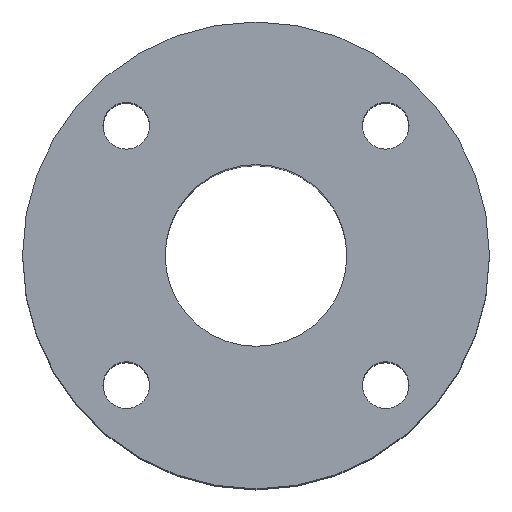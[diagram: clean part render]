
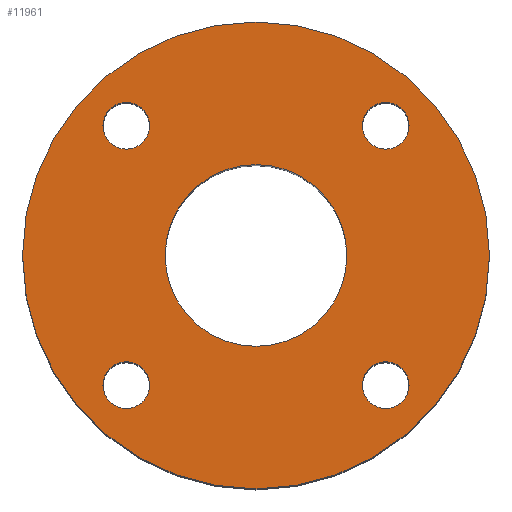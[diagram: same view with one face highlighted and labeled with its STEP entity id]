
A CAD part, top view. The second image highlights one B-rep face of the part: STEP entity #11961.
In plain terms, the highlighted planar face has unit normal (0, 0, 1).
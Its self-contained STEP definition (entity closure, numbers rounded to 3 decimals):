
#154 = CARTESIAN_POINT ( 'NONE',  ( 38.891, 38.891, 0. ) ) ;
#422 = AXIS2_PLACEMENT_3D ( 'NONE', #11287, #8866, #18084 ) ;
#426 = DIRECTION ( 'NONE',  ( 1., 0., 0. ) ) ;
#578 = DIRECTION ( 'NONE',  ( 0., -1., 0. ) ) ;
#1014 = CARTESIAN_POINT ( 'NONE',  ( -31.891, -38.891, 0. ) ) ;
#1373 = CIRCLE ( 'NONE', #422, 7. ) ;
#1747 = DIRECTION ( 'NONE',  ( 0., 0., 1. ) ) ;
#1798 = CIRCLE ( 'NONE', #24997, 7. ) ;
#1925 = ORIENTED_EDGE ( 'NONE', *, *, #10519, .F. ) ;
#2260 = CARTESIAN_POINT ( 'NONE',  ( -70., 0., 0. ) ) ;
#2376 = CIRCLE ( 'NONE', #4293, 7. ) ;
#2425 = CARTESIAN_POINT ( 'NONE',  ( -27.25, 0., 0. ) ) ;
#3396 = AXIS2_PLACEMENT_3D ( 'NONE', #154, #11788, #20993 ) ;
#3638 = DIRECTION ( 'NONE',  ( 0., 0., 1. ) ) ;
#3949 = DIRECTION ( 'NONE',  ( 0., 1., 0. ) ) ;
#4293 = AXIS2_PLACEMENT_3D ( 'NONE', #12313, #11878, #26089 ) ;
#4311 = AXIS2_PLACEMENT_3D ( 'NONE', #28908, #3638, #3949 ) ;
#4562 = DIRECTION ( 'NONE',  ( 1., 0., 0. ) ) ;
#4611 = EDGE_LOOP ( 'NONE', ( #12279, #14603 ) ) ;
#5116 = CARTESIAN_POINT ( 'NONE',  ( -45.891, 38.891, 0. ) ) ;
#5394 = DIRECTION ( 'NONE',  ( 0., 0., 1. ) ) ;
#5505 = AXIS2_PLACEMENT_3D ( 'NONE', #27914, #23083, #25356 ) ;
#5514 = VERTEX_POINT ( 'NONE', #10029 ) ;
#5613 = VERTEX_POINT ( 'NONE', #2425 ) ;
#5802 = DIRECTION ( 'NONE',  ( 0., 0., 1. ) ) ;
#6690 = AXIS2_PLACEMENT_3D ( 'NONE', #15811, #1747, #10980 ) ;
#6740 = DIRECTION ( 'NONE',  ( 1., 0., 0. ) ) ;
#7231 = EDGE_CURVE ( 'NONE', #16674, #21626, #20296, .T. ) ;
#7341 = VERTEX_POINT ( 'NONE', #2260 ) ;
#7412 = DIRECTION ( 'NONE',  ( 0., 0., 1. ) ) ;
#7509 = FACE_BOUND ( 'NONE', #23392, .T. ) ;
#7672 = PLANE ( 'NONE',  #13819 ) ;
#7762 = EDGE_LOOP ( 'NONE', ( #24003, #8897 ) ) ;
#7816 = CARTESIAN_POINT ( 'NONE',  ( 45.891, 38.891, 0. ) ) ;
#8392 = ORIENTED_EDGE ( 'NONE', *, *, #28500, .F. ) ;
#8864 = EDGE_CURVE ( 'NONE', #5514, #7341, #9371, .T. ) ;
#8866 = DIRECTION ( 'NONE',  ( 0., 0., 1. ) ) ;
#8897 = ORIENTED_EDGE ( 'NONE', *, *, #26073, .T. ) ;
#9371 = CIRCLE ( 'NONE', #12270, 70. ) ;
#9868 = ORIENTED_EDGE ( 'NONE', *, *, #9916, .F. ) ;
#9916 = EDGE_CURVE ( 'NONE', #28967, #16611, #21441, .T. ) ;
#10029 = CARTESIAN_POINT ( 'NONE',  ( 70., 0., 0. ) ) ;
#10519 = EDGE_CURVE ( 'NONE', #5613, #21621, #20447, .T. ) ;
#10980 = DIRECTION ( 'NONE',  ( -1., 0., 0. ) ) ;
#11179 = AXIS2_PLACEMENT_3D ( 'NONE', #13341, #25158, #4562 ) ;
#11263 = EDGE_LOOP ( 'NONE', ( #26827, #9868 ) ) ;
#11287 = CARTESIAN_POINT ( 'NONE',  ( 38.891, -38.891, 0. ) ) ;
#11478 = CARTESIAN_POINT ( 'NONE',  ( 0., 0., 0. ) ) ;
#11788 = DIRECTION ( 'NONE',  ( 0., 0., 1. ) ) ;
#11828 = CARTESIAN_POINT ( 'NONE',  ( -45.891, -38.891, 0. ) ) ;
#11878 = DIRECTION ( 'NONE',  ( 0., 0., 1. ) ) ;
#11961 = ADVANCED_FACE ( 'NONE', ( #28535, #14472, #7509, #25962, #12202, #28380 ), #7672, .F. ) ;
#12202 = FACE_BOUND ( 'NONE', #13783, .T. ) ;
#12270 = AXIS2_PLACEMENT_3D ( 'NONE', #11478, #25527, #426 ) ;
#12279 = ORIENTED_EDGE ( 'NONE', *, *, #7231, .F. ) ;
#12313 = CARTESIAN_POINT ( 'NONE',  ( -38.891, 38.891, 0. ) ) ;
#13341 = CARTESIAN_POINT ( 'NONE',  ( 38.891, 38.891, 0. ) ) ;
#13783 = EDGE_LOOP ( 'NONE', ( #15460, #1925 ) ) ;
#13819 = AXIS2_PLACEMENT_3D ( 'NONE', #26118, #17045, #14617 ) ;
#14177 = EDGE_CURVE ( 'NONE', #24338, #21512, #1798, .T. ) ;
#14472 = FACE_BOUND ( 'NONE', #11263, .T. ) ;
#14603 = ORIENTED_EDGE ( 'NONE', *, *, #26400, .F. ) ;
#14617 = DIRECTION ( 'NONE',  ( -1., 0., 0. ) ) ;
#15460 = ORIENTED_EDGE ( 'NONE', *, *, #22232, .F. ) ;
#15811 = CARTESIAN_POINT ( 'NONE',  ( -38.891, -38.891, 0. ) ) ;
#15988 = CIRCLE ( 'NONE', #11179, 7. ) ;
#16611 = VERTEX_POINT ( 'NONE', #1014 ) ;
#16674 = VERTEX_POINT ( 'NONE', #7816 ) ;
#16936 = DIRECTION ( 'NONE',  ( 1., 0., 0. ) ) ;
#17045 = DIRECTION ( 'NONE',  ( 0., 0., -1. ) ) ;
#17306 = CARTESIAN_POINT ( 'NONE',  ( 0., 0., 0. ) ) ;
#17602 = CARTESIAN_POINT ( 'NONE',  ( -31.891, 38.891, 0. ) ) ;
#17928 = ORIENTED_EDGE ( 'NONE', *, *, #14177, .F. ) ;
#18084 = DIRECTION ( 'NONE',  ( 0., -1., 0. ) ) ;
#19154 = CARTESIAN_POINT ( 'NONE',  ( 38.891, -38.891, 0. ) ) ;
#20296 = CIRCLE ( 'NONE', #3396, 7. ) ;
#20343 = DIRECTION ( 'NONE',  ( 0., 0., 1. ) ) ;
#20447 = CIRCLE ( 'NONE', #24323, 27.25 ) ;
#20627 = EDGE_CURVE ( 'NONE', #23878, #26658, #2376, .T. ) ;
#20744 = CIRCLE ( 'NONE', #27995, 27.25 ) ;
#20993 = DIRECTION ( 'NONE',  ( 1., 0., 0. ) ) ;
#21213 = CIRCLE ( 'NONE', #4311, 7. ) ;
#21441 = CIRCLE ( 'NONE', #5505, 7. ) ;
#21512 = VERTEX_POINT ( 'NONE', #21693 ) ;
#21621 = VERTEX_POINT ( 'NONE', #24566 ) ;
#21626 = VERTEX_POINT ( 'NONE', #26826 ) ;
#21693 = CARTESIAN_POINT ( 'NONE',  ( 45.891, -38.891, 0. ) ) ;
#21772 = AXIS2_PLACEMENT_3D ( 'NONE', #27311, #20343, #6740 ) ;
#21947 = EDGE_CURVE ( 'NONE', #26658, #23878, #21213, .T. ) ;
#22147 = CIRCLE ( 'NONE', #6690, 7. ) ;
#22232 = EDGE_CURVE ( 'NONE', #21621, #5613, #20744, .T. ) ;
#22514 = CARTESIAN_POINT ( 'NONE',  ( 31.891, -38.891, 0. ) ) ;
#23083 = DIRECTION ( 'NONE',  ( 0., 0., 1. ) ) ;
#23392 = EDGE_LOOP ( 'NONE', ( #27174, #28440 ) ) ;
#23878 = VERTEX_POINT ( 'NONE', #17602 ) ;
#24003 = ORIENTED_EDGE ( 'NONE', *, *, #8864, .T. ) ;
#24323 = AXIS2_PLACEMENT_3D ( 'NONE', #25574, #7412, #16936 ) ;
#24338 = VERTEX_POINT ( 'NONE', #22514 ) ;
#24566 = CARTESIAN_POINT ( 'NONE',  ( 27.25, 0., 0. ) ) ;
#24686 = CIRCLE ( 'NONE', #21772, 70. ) ;
#24997 = AXIS2_PLACEMENT_3D ( 'NONE', #19154, #5394, #578 ) ;
#25158 = DIRECTION ( 'NONE',  ( 0., 0., 1. ) ) ;
#25287 = EDGE_LOOP ( 'NONE', ( #8392, #17928 ) ) ;
#25356 = DIRECTION ( 'NONE',  ( -1., 0., 0. ) ) ;
#25527 = DIRECTION ( 'NONE',  ( 0., 0., 1. ) ) ;
#25574 = CARTESIAN_POINT ( 'NONE',  ( 0., 0., 0. ) ) ;
#25962 = FACE_BOUND ( 'NONE', #4611, .T. ) ;
#26073 = EDGE_CURVE ( 'NONE', #7341, #5514, #24686, .T. ) ;
#26089 = DIRECTION ( 'NONE',  ( 0., 1., 0. ) ) ;
#26118 = CARTESIAN_POINT ( 'NONE',  ( 0., 27.25, 0. ) ) ;
#26400 = EDGE_CURVE ( 'NONE', #21626, #16674, #15988, .T. ) ;
#26658 = VERTEX_POINT ( 'NONE', #5116 ) ;
#26826 = CARTESIAN_POINT ( 'NONE',  ( 31.891, 38.891, 0. ) ) ;
#26827 = ORIENTED_EDGE ( 'NONE', *, *, #28472, .F. ) ;
#27174 = ORIENTED_EDGE ( 'NONE', *, *, #20627, .F. ) ;
#27311 = CARTESIAN_POINT ( 'NONE',  ( 0., 0., 0. ) ) ;
#27914 = CARTESIAN_POINT ( 'NONE',  ( -38.891, -38.891, 0. ) ) ;
#27995 = AXIS2_PLACEMENT_3D ( 'NONE', #17306, #5802, #28361 ) ;
#28361 = DIRECTION ( 'NONE',  ( 1., 0., 0. ) ) ;
#28380 = FACE_OUTER_BOUND ( 'NONE', #7762, .T. ) ;
#28440 = ORIENTED_EDGE ( 'NONE', *, *, #21947, .F. ) ;
#28472 = EDGE_CURVE ( 'NONE', #16611, #28967, #22147, .T. ) ;
#28500 = EDGE_CURVE ( 'NONE', #21512, #24338, #1373, .T. ) ;
#28535 = FACE_BOUND ( 'NONE', #25287, .T. ) ;
#28908 = CARTESIAN_POINT ( 'NONE',  ( -38.891, 38.891, 0. ) ) ;
#28967 = VERTEX_POINT ( 'NONE', #11828 ) ;
